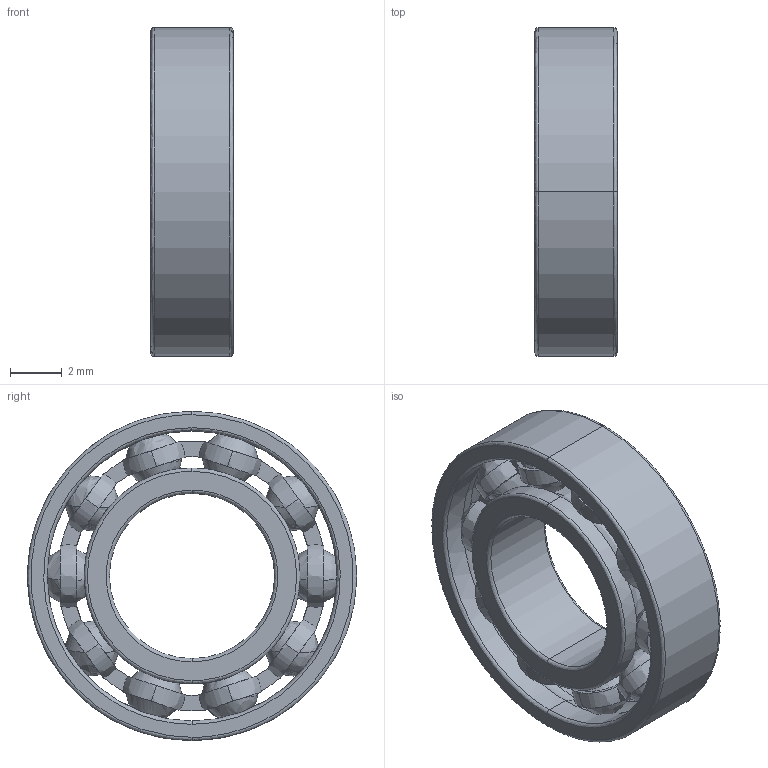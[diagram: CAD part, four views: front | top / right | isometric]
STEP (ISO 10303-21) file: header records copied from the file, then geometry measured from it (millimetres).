
FILE_DESCRIPTION (( 'STEP AP203' ), '1' );
FILE_NAME ('112004.stp', '2018-02-07T22:27:28', ( '' ), ( '' ), 'SwSTEP 2.0', 'SolidWorks 2012', '' );
FILE_SCHEMA (( 'CONFIG_CONTROL_DESIGN' ));
Length unit declared in the file: centimetre
Products named in the file (1): 112004
Bounding box: 3.17 x 12.69 x 12.69 mm (x, y, z)
Volume: 202.8 mm3; surface area: 618.2 mm2
Topology: 1 solids, 1 shells, 186 faces, 568 edges, 352 vertices
Faces by surface type: bspline 108, plane 44, cylinder 34
Entity records: 8809 total; most frequent: CARTESIAN_POINT 4489, ORIENTED_EDGE 1080, DIRECTION 680, EDGE_CURVE 540, VERTEX_POINT 352, AXIS2_PLACEMENT_3D 333, B_SPLINE_CURVE_WITH_KNOTS 260, CIRCLE 254
